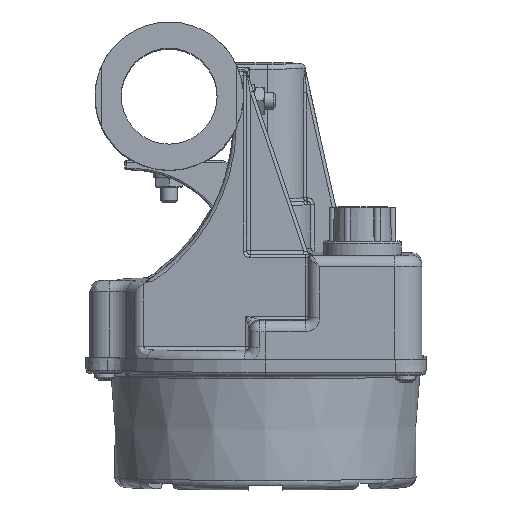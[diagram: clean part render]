
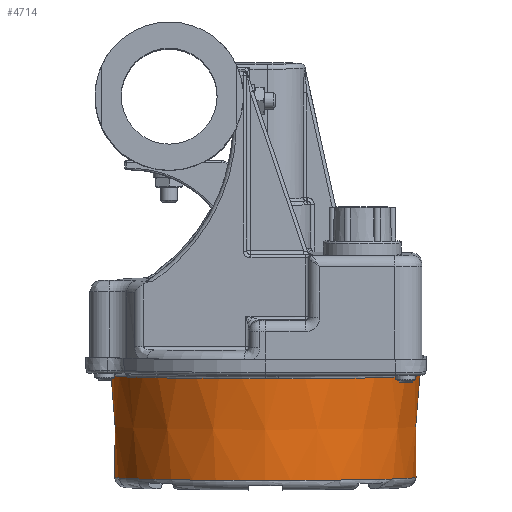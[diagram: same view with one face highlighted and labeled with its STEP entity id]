
A CAD part, top view. The second image highlights one B-rep face of the part: STEP entity #4714.
In plain terms, the highlighted conical face has half-angle 2 degrees and reference radius 72.39 mm.
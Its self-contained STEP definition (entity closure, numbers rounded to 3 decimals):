
#3356=CONICAL_SURFACE('',#17781,72.39,2.);
#3729=B_SPLINE_CURVE_WITH_KNOTS('',3,(#39534,#39535,#39536,#39537),
 .UNSPECIFIED.,.F.,.F.,(4,4),(0.,1.),.UNSPECIFIED.);
#3730=B_SPLINE_CURVE_WITH_KNOTS('',3,(#39541,#39542,#39543,#39544,#39545,
#39546),.UNSPECIFIED.,.F.,.F.,(4,2,4),(0.,0.5,1.),.UNSPECIFIED.);
#3731=B_SPLINE_CURVE_WITH_KNOTS('',3,(#39550,#39551,#39552,#39553,#39554,
#39555),.UNSPECIFIED.,.F.,.F.,(4,2,4),(0.,0.5,1.),.UNSPECIFIED.);
#3732=B_SPLINE_CURVE_WITH_KNOTS('',3,(#39559,#39560,#39561,#39562),
 .UNSPECIFIED.,.F.,.F.,(4,4),(0.,1.),.UNSPECIFIED.);
#3733=B_SPLINE_CURVE_WITH_KNOTS('',3,(#39566,#39567,#39568,#39569),
 .UNSPECIFIED.,.F.,.F.,(4,4),(0.,1.),.UNSPECIFIED.);
#3734=B_SPLINE_CURVE_WITH_KNOTS('',3,(#39573,#39574,#39575,#39576),
 .UNSPECIFIED.,.F.,.F.,(4,4),(0.,1.),.UNSPECIFIED.);
#3735=B_SPLINE_CURVE_WITH_KNOTS('',3,(#39577,#39578,#39579,#39580,#39581,
#39582),.UNSPECIFIED.,.F.,.F.,(4,2,4),(0.,0.496,1.),
 .UNSPECIFIED.);
#3736=B_SPLINE_CURVE_WITH_KNOTS('',3,(#39584,#39585,#39586,#39587,#39588,
#39589),.UNSPECIFIED.,.F.,.F.,(4,2,4),(0.,0.504,1.),
 .UNSPECIFIED.);
#4714=ADVANCED_FACE('',(#5585,#5586),#3356,.T.);
#5585=FACE_BOUND('',#6760,.T.);
#5586=FACE_BOUND('',#6761,.T.);
#6760=EDGE_LOOP('',(#10822,#10823,#10824,#10825,#10826,#10827,#10828,#10829,
#10830,#10831,#10832,#10833));
#6761=EDGE_LOOP('',(#10834,#10835,#10836,#10837));
#10822=ORIENTED_EDGE('',*,*,#14787,.T.);
#10823=ORIENTED_EDGE('',*,*,#14788,.T.);
#10824=ORIENTED_EDGE('',*,*,#14789,.T.);
#10825=ORIENTED_EDGE('',*,*,#14790,.T.);
#10826=ORIENTED_EDGE('',*,*,#14791,.T.);
#10827=ORIENTED_EDGE('',*,*,#14792,.T.);
#10828=ORIENTED_EDGE('',*,*,#14793,.T.);
#10829=ORIENTED_EDGE('',*,*,#14794,.T.);
#10830=ORIENTED_EDGE('',*,*,#14795,.T.);
#10831=ORIENTED_EDGE('',*,*,#14796,.T.);
#10832=ORIENTED_EDGE('',*,*,#14797,.T.);
#10833=ORIENTED_EDGE('',*,*,#14798,.T.);
#10834=ORIENTED_EDGE('',*,*,#14799,.F.);
#10835=ORIENTED_EDGE('',*,*,#14755,.T.);
#10836=ORIENTED_EDGE('',*,*,#14800,.F.);
#10837=ORIENTED_EDGE('',*,*,#14801,.T.);
#12616=VERTEX_POINT('',#39415);
#12617=VERTEX_POINT('',#39416);
#12648=VERTEX_POINT('',#39532);
#12649=VERTEX_POINT('',#39533);
#12650=VERTEX_POINT('',#39538);
#12651=VERTEX_POINT('',#39540);
#12652=VERTEX_POINT('',#39547);
#12653=VERTEX_POINT('',#39549);
#12654=VERTEX_POINT('',#39556);
#12655=VERTEX_POINT('',#39558);
#12656=VERTEX_POINT('',#39563);
#12657=VERTEX_POINT('',#39565);
#12658=VERTEX_POINT('',#39570);
#12659=VERTEX_POINT('',#39572);
#12660=VERTEX_POINT('',#39583);
#12661=VERTEX_POINT('',#39590);
#14755=EDGE_CURVE('',#12616,#12617,#15895,.T.);
#14787=EDGE_CURVE('',#12648,#12649,#15911,.T.);
#14788=EDGE_CURVE('',#12649,#12650,#3729,.T.);
#14789=EDGE_CURVE('',#12650,#12651,#15912,.T.);
#14790=EDGE_CURVE('',#12651,#12652,#3730,.T.);
#14791=EDGE_CURVE('',#12652,#12653,#15913,.T.);
#14792=EDGE_CURVE('',#12653,#12654,#3731,.T.);
#14793=EDGE_CURVE('',#12654,#12655,#15914,.T.);
#14794=EDGE_CURVE('',#12655,#12656,#3732,.T.);
#14795=EDGE_CURVE('',#12656,#12657,#15915,.T.);
#14796=EDGE_CURVE('',#12657,#12658,#3733,.T.);
#14797=EDGE_CURVE('',#12658,#12659,#15916,.T.);
#14798=EDGE_CURVE('',#12659,#12648,#3734,.T.);
#14799=EDGE_CURVE('',#12616,#12660,#3735,.T.);
#14800=EDGE_CURVE('',#12661,#12617,#3736,.T.);
#14801=EDGE_CURVE('',#12661,#12660,#15917,.T.);
#15895=CIRCLE('',#17757,70.672);
#15911=CIRCLE('',#17774,72.336);
#15912=CIRCLE('',#17775,72.337);
#15913=CIRCLE('',#17776,72.336);
#15914=CIRCLE('',#17777,72.337);
#15915=CIRCLE('',#17778,72.336);
#15916=CIRCLE('',#17779,72.337);
#15917=CIRCLE('',#17780,70.882);
#17757=AXIS2_PLACEMENT_3D('',#39414,#22176,#22177);
#17774=AXIS2_PLACEMENT_3D('',#39531,#22210,#22211);
#17775=AXIS2_PLACEMENT_3D('',#39539,#22212,#22213);
#17776=AXIS2_PLACEMENT_3D('',#39548,#22214,#22215);
#17777=AXIS2_PLACEMENT_3D('',#39557,#22216,#22217);
#17778=AXIS2_PLACEMENT_3D('',#39564,#22218,#22219);
#17779=AXIS2_PLACEMENT_3D('',#39571,#22220,#22221);
#17780=AXIS2_PLACEMENT_3D('',#39591,#22222,#22223);
#17781=AXIS2_PLACEMENT_3D('',#39592,#22224,#22225);
#22176=DIRECTION('',(0.,1.,0.022));
#22177=DIRECTION('',(0.,-0.022,1.));
#22210=DIRECTION('',(0.,-1.,-0.022));
#22211=DIRECTION('',(0.,-0.022,1.));
#22212=DIRECTION('',(0.,-1.,-0.022));
#22213=DIRECTION('',(0.,0.022,-1.));
#22214=DIRECTION('',(0.,-1.,-0.022));
#22215=DIRECTION('',(0.,-0.022,1.));
#22216=DIRECTION('',(0.,-1.,-0.022));
#22217=DIRECTION('',(0.,0.022,-1.));
#22218=DIRECTION('',(0.,-1.,-0.022));
#22219=DIRECTION('',(0.,-0.022,1.));
#22220=DIRECTION('',(0.,-1.,-0.022));
#22221=DIRECTION('',(0.,0.022,-1.));
#22222=DIRECTION('',(0.,1.,0.022));
#22223=DIRECTION('',(0.,-0.022,1.));
#22224=DIRECTION('',(0.,1.,0.022));
#22225=DIRECTION('',(0.,-0.022,1.));
#39414=CARTESIAN_POINT('',(45.081,-178.315,122.505));
#39415=CARTESIAN_POINT('',(37.144,-176.735,52.298));
#39416=CARTESIAN_POINT('',(53.019,-176.735,52.298));
#39531=CARTESIAN_POINT('',(45.081,-130.658,123.577));
#39532=CARTESIAN_POINT('',(49.378,-129.034,51.386));
#39533=CARTESIAN_POINT('',(77.465,-129.203,58.91));
#39534=CARTESIAN_POINT('',(77.465,-129.203,58.91));
#39535=CARTESIAN_POINT('',(78.14,-129.211,59.248));
#39536=CARTESIAN_POINT('',(78.81,-129.206,59.596));
#39537=CARTESIAN_POINT('',(79.474,-129.215,59.955));
#39538=CARTESIAN_POINT('',(79.474,-129.215,59.955));
#39539=CARTESIAN_POINT('',(45.081,-130.646,123.577));
#39540=CARTESIAN_POINT('',(117.418,-130.646,123.577));
#39541=CARTESIAN_POINT('',(117.418,-130.646,123.577));
#39542=CARTESIAN_POINT('',(117.418,-130.661,124.271));
#39543=CARTESIAN_POINT('',(117.411,-130.687,125.312));
#39544=CARTESIAN_POINT('',(117.291,-130.757,128.083));
#39545=CARTESIAN_POINT('',(117.208,-130.783,129.121));
#39546=CARTESIAN_POINT('',(117.148,-130.798,129.812));
#39547=CARTESIAN_POINT('',(117.148,-130.798,129.812));
#39548=CARTESIAN_POINT('',(45.081,-130.658,123.577));
#39549=CARTESIAN_POINT('',(51.318,-132.279,195.626));
#39550=CARTESIAN_POINT('',(51.318,-132.279,195.626));
#39551=CARTESIAN_POINT('',(50.627,-132.28,195.685));
#39552=CARTESIAN_POINT('',(49.588,-132.28,195.768));
#39553=CARTESIAN_POINT('',(46.817,-132.275,195.888));
#39554=CARTESIAN_POINT('',(45.776,-132.273,195.896));
#39555=CARTESIAN_POINT('',(45.081,-132.273,195.896));
#39556=CARTESIAN_POINT('',(45.081,-132.273,195.896));
#39557=CARTESIAN_POINT('',(45.081,-130.646,123.577));
#39558=CARTESIAN_POINT('',(-18.557,-131.419,157.961));
#39559=CARTESIAN_POINT('',(-18.557,-131.419,157.961));
#39560=CARTESIAN_POINT('',(-18.916,-131.404,157.297));
#39561=CARTESIAN_POINT('',(-19.264,-131.401,156.627));
#39562=CARTESIAN_POINT('',(-19.602,-131.386,155.952));
#39563=CARTESIAN_POINT('',(-19.602,-131.386,155.952));
#39564=CARTESIAN_POINT('',(45.081,-130.658,123.577));
#39565=CARTESIAN_POINT('',(-27.128,-130.754,127.872));
#39566=CARTESIAN_POINT('',(-27.128,-130.754,127.872));
#39567=CARTESIAN_POINT('',(-27.172,-130.738,127.119));
#39568=CARTESIAN_POINT('',(-27.206,-130.709,126.365));
#39569=CARTESIAN_POINT('',(-27.227,-130.692,125.611));
#39570=CARTESIAN_POINT('',(-27.227,-130.692,125.611));
#39571=CARTESIAN_POINT('',(45.081,-130.646,123.577));
#39572=CARTESIAN_POINT('',(47.116,-129.02,51.287));
#39573=CARTESIAN_POINT('',(47.116,-129.02,51.287));
#39574=CARTESIAN_POINT('',(47.87,-129.02,51.308));
#39575=CARTESIAN_POINT('',(48.624,-129.033,51.341));
#39576=CARTESIAN_POINT('',(49.378,-129.034,51.386));
#39577=CARTESIAN_POINT('',(37.144,-176.735,52.298));
#39578=CARTESIAN_POINT('',(37.144,-175.739,52.285));
#39579=CARTESIAN_POINT('',(37.144,-174.743,52.272));
#39580=CARTESIAN_POINT('',(37.144,-172.735,52.247));
#39581=CARTESIAN_POINT('',(37.144,-171.723,52.234));
#39582=CARTESIAN_POINT('',(37.144,-170.711,52.222));
#39583=CARTESIAN_POINT('',(37.144,-170.711,52.222));
#39584=CARTESIAN_POINT('',(53.019,-170.711,52.222));
#39585=CARTESIAN_POINT('',(53.019,-171.723,52.234));
#39586=CARTESIAN_POINT('',(53.019,-172.735,52.247));
#39587=CARTESIAN_POINT('',(53.019,-174.743,52.272));
#39588=CARTESIAN_POINT('',(53.019,-175.739,52.285));
#39589=CARTESIAN_POINT('',(53.019,-176.735,52.298));
#39590=CARTESIAN_POINT('',(53.019,-170.711,52.222));
#39591=CARTESIAN_POINT('',(45.081,-172.295,122.64));
#39592=CARTESIAN_POINT('',(45.081,-129.126,123.611));
